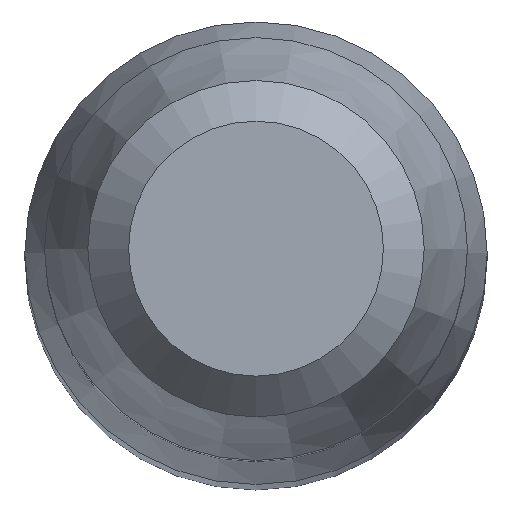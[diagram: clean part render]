
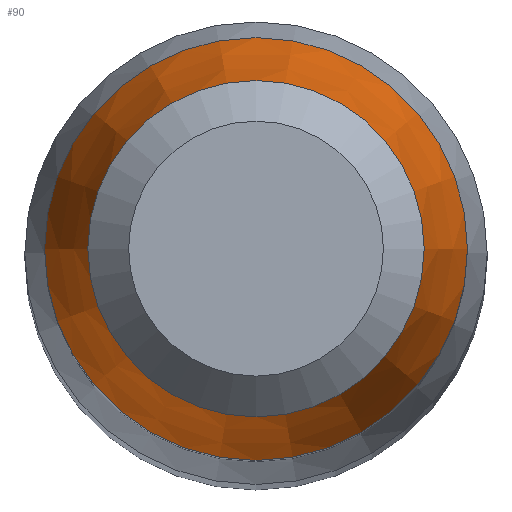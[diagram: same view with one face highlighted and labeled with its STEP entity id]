
A CAD part, top view. The second image highlights one B-rep face of the part: STEP entity #90.
In plain terms, the highlighted conical face has half-angle 14.487 degrees and reference radius 1.043 mm.
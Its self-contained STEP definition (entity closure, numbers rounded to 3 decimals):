
#90=ADVANCED_FACE('',(#122,#123),#97,.T.);
#97=CONICAL_SURFACE('',#777,1.043,14.487);
#122=FACE_BOUND('',#158,.T.);
#123=FACE_BOUND('',#159,.T.);
#158=EDGE_LOOP('',(#232));
#159=EDGE_LOOP('',(#233));
#232=ORIENTED_EDGE('',*,*,#299,.T.);
#233=ORIENTED_EDGE('',*,*,#297,.F.);
#260=VERTEX_POINT('',#1089);
#262=VERTEX_POINT('',#1095);
#297=EDGE_CURVE('',#260,#260,#314,.T.);
#299=EDGE_CURVE('',#262,#262,#316,.T.);
#314=CIRCLE('',#771,2.057);
#316=CIRCLE('',#775,1.637);
#771=AXIS2_PLACEMENT_3D('',#1088,#916,#917);
#775=AXIS2_PLACEMENT_3D('',#1094,#924,#925);
#777=AXIS2_PLACEMENT_3D('',#1097,#928,#929);
#916=DIRECTION('',(0.,0.,-1.));
#917=DIRECTION('',(-1.,0.,0.));
#924=DIRECTION('',(0.,0.,-1.));
#925=DIRECTION('',(1.,0.,0.));
#928=DIRECTION('',(0.,0.,-1.));
#929=DIRECTION('',(-1.,0.,0.));
#1088=CARTESIAN_POINT('',(0.,0.,61.075));
#1089=CARTESIAN_POINT('',(-2.057,0.,61.075));
#1094=CARTESIAN_POINT('',(0.,0.,62.703));
#1095=CARTESIAN_POINT('',(1.637,0.,62.703));
#1097=CARTESIAN_POINT('',(0.,0.,65.));
